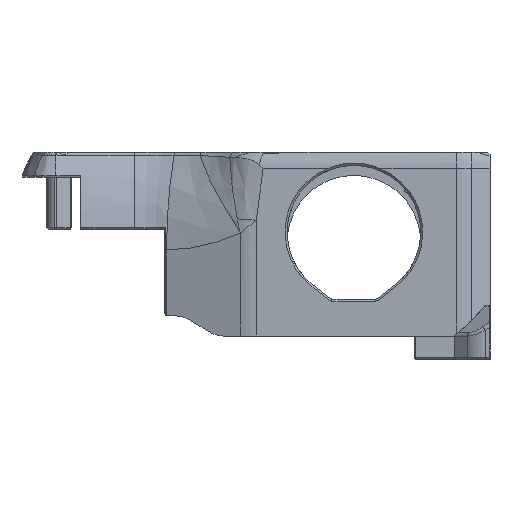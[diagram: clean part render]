
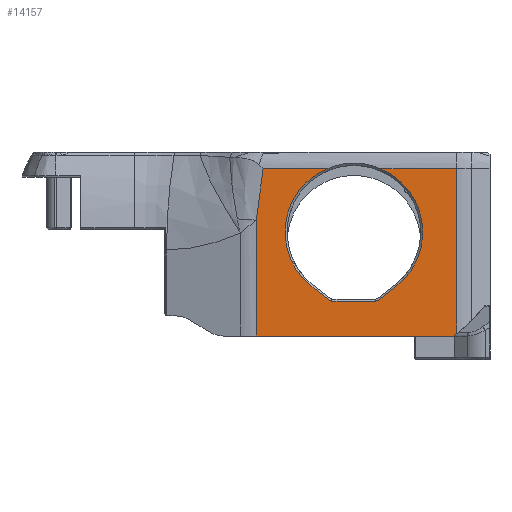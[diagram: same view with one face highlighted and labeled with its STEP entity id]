
A CAD part, left-side view. The second image highlights one B-rep face of the part: STEP entity #14157.
In plain terms, the highlighted planar face has unit normal (-1, 0, 0).
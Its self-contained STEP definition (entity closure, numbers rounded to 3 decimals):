
#396=PLANE('',#15225);
#819=B_SPLINE_CURVE_WITH_KNOTS('',3,(#24965,#24966,#24967,#24968,#24969,
#24970,#24971,#24972,#24973,#24974,#24975,#24976,#24977,#24978,#24979,#24980,
#24981,#24982,#24983,#24984,#24985,#24986),.UNSPECIFIED.,.F.,.F.,(4,3,3,
3,3,3,3,4),(0.004,0.008,0.009,
0.009,0.011,0.012,0.012,
0.015),.UNSPECIFIED.);
#1556=FACE_OUTER_BOUND('',#2451,.T.);
#2451=EDGE_LOOP('',(#10088,#10089,#10090,#10091,#10092,#10093,#10094,#10095,
#10096,#10097,#10098,#10099,#10100));
#3451=LINE('',#24508,#4393);
#3480=LINE('',#24958,#4422);
#3481=LINE('',#24963,#4423);
#3482=LINE('',#24987,#4424);
#3483=LINE('',#24989,#4425);
#3484=LINE('',#24993,#4426);
#3485=LINE('',#24997,#4427);
#3486=LINE('',#25001,#4428);
#4393=VECTOR('',#17040,1000.);
#4422=VECTOR('',#17103,1000.);
#4423=VECTOR('',#17108,1000.);
#4424=VECTOR('',#17109,1000.);
#4425=VECTOR('',#17110,1000.);
#4426=VECTOR('',#17113,1000.);
#4427=VECTOR('',#17116,1000.);
#4428=VECTOR('',#17119,1000.);
#5310=CIRCLE('',#15226,13.65);
#5311=CIRCLE('',#15227,0.8);
#5312=CIRCLE('',#15228,0.8);
#5313=CIRCLE('',#15229,13.65);
#6167=VERTEX_POINT('',#24506);
#6168=VERTEX_POINT('',#24507);
#6225=VERTEX_POINT('',#24957);
#6226=VERTEX_POINT('',#24961);
#6227=VERTEX_POINT('',#24962);
#6228=VERTEX_POINT('',#24964);
#6229=VERTEX_POINT('',#24988);
#6230=VERTEX_POINT('',#24990);
#6231=VERTEX_POINT('',#24992);
#6232=VERTEX_POINT('',#24994);
#6233=VERTEX_POINT('',#24996);
#6234=VERTEX_POINT('',#24998);
#6235=VERTEX_POINT('',#25000);
#7608=EDGE_CURVE('',#6167,#6168,#3451,.T.);
#7675=EDGE_CURVE('',#6167,#6225,#3480,.T.);
#7677=EDGE_CURVE('',#6226,#6227,#3481,.T.);
#7678=EDGE_CURVE('',#6227,#6228,#819,.T.);
#7679=EDGE_CURVE('',#6168,#6228,#3482,.T.);
#7680=EDGE_CURVE('',#6225,#6229,#3483,.T.);
#7681=EDGE_CURVE('',#6229,#6230,#5310,.T.);
#7682=EDGE_CURVE('',#6230,#6231,#3484,.T.);
#7683=EDGE_CURVE('',#6231,#6232,#5311,.T.);
#7684=EDGE_CURVE('',#6232,#6233,#3485,.T.);
#7685=EDGE_CURVE('',#6233,#6234,#5312,.T.);
#7686=EDGE_CURVE('',#6234,#6235,#3486,.T.);
#7687=EDGE_CURVE('',#6235,#6226,#5313,.T.);
#10088=ORIENTED_EDGE('',*,*,#7677,.T.);
#10089=ORIENTED_EDGE('',*,*,#7678,.T.);
#10090=ORIENTED_EDGE('',*,*,#7679,.F.);
#10091=ORIENTED_EDGE('',*,*,#7608,.F.);
#10092=ORIENTED_EDGE('',*,*,#7675,.T.);
#10093=ORIENTED_EDGE('',*,*,#7680,.T.);
#10094=ORIENTED_EDGE('',*,*,#7681,.T.);
#10095=ORIENTED_EDGE('',*,*,#7682,.T.);
#10096=ORIENTED_EDGE('',*,*,#7683,.T.);
#10097=ORIENTED_EDGE('',*,*,#7684,.T.);
#10098=ORIENTED_EDGE('',*,*,#7685,.T.);
#10099=ORIENTED_EDGE('',*,*,#7686,.T.);
#10100=ORIENTED_EDGE('',*,*,#7687,.T.);
#14157=ADVANCED_FACE('',(#1556),#396,.F.);
#15225=AXIS2_PLACEMENT_3D('',#24960,#17106,#17107);
#15226=AXIS2_PLACEMENT_3D('',#24991,#17111,#17112);
#15227=AXIS2_PLACEMENT_3D('',#24995,#17114,#17115);
#15228=AXIS2_PLACEMENT_3D('',#24999,#17117,#17118);
#15229=AXIS2_PLACEMENT_3D('',#25002,#17120,#17121);
#17040=DIRECTION('',(0.,1.,0.));
#17103=DIRECTION('',(0.,0.,1.));
#17106=DIRECTION('center_axis',(1.,0.,0.));
#17107=DIRECTION('ref_axis',(0.,1.,0.));
#17108=DIRECTION('',(0.,1.,0.));
#17109=DIRECTION('',(0.,0.,1.));
#17110=DIRECTION('',(0.,1.,0.));
#17111=DIRECTION('center_axis',(1.,0.,0.));
#17112=DIRECTION('ref_axis',(0.,1.,0.));
#17113=DIRECTION('',(0.,0.793,-0.609));
#17114=DIRECTION('center_axis',(1.,0.,0.));
#17115=DIRECTION('ref_axis',(0.,1.,0.));
#17116=DIRECTION('',(0.,1.,0.));
#17117=DIRECTION('center_axis',(1.,0.,0.));
#17118=DIRECTION('ref_axis',(0.,1.,0.));
#17119=DIRECTION('',(0.,0.793,0.609));
#17120=DIRECTION('center_axis',(1.,0.,0.));
#17121=DIRECTION('ref_axis',(0.,1.,0.));
#24506=CARTESIAN_POINT('',(-26.5,-91.042,-2.29));
#24507=CARTESIAN_POINT('',(-26.5,-51.291,-2.29));
#24508=CARTESIAN_POINT('',(-26.5,-91.042,-2.29));
#24957=CARTESIAN_POINT('',(-26.5,-91.042,30.856));
#24958=CARTESIAN_POINT('',(-26.5,-91.042,30.856));
#24960=CARTESIAN_POINT('Origin',(-26.5,-52.65,35.));
#24961=CARTESIAN_POINT('',(-26.5,-65.296,30.856));
#24962=CARTESIAN_POINT('',(-26.5,-52.643,30.856));
#24963=CARTESIAN_POINT('',(-26.5,-56.058,30.856));
#24964=CARTESIAN_POINT('',(-26.5,-51.291,20.688));
#24965=CARTESIAN_POINT('Ctrl Pts',(-26.5,-52.643,30.856));
#24966=CARTESIAN_POINT('Ctrl Pts',(-26.5,-52.445,29.778));
#24967=CARTESIAN_POINT('Ctrl Pts',(-26.5,-52.263,
28.697));
#24968=CARTESIAN_POINT('Ctrl Pts',(-26.5,-52.096,
27.615));
#24969=CARTESIAN_POINT('Ctrl Pts',(-26.5,-52.039,
27.243));
#24970=CARTESIAN_POINT('Ctrl Pts',(-26.5,-51.984,26.871));
#24971=CARTESIAN_POINT('Ctrl Pts',(-26.5,-51.93,
26.499));
#24972=CARTESIAN_POINT('Ctrl Pts',(-26.5,-51.896,
26.263));
#24973=CARTESIAN_POINT('Ctrl Pts',(-26.5,-51.863,26.028));
#24974=CARTESIAN_POINT('Ctrl Pts',(-26.5,-51.831,
25.792));
#24975=CARTESIAN_POINT('Ctrl Pts',(-26.5,-51.748,
25.191));
#24976=CARTESIAN_POINT('Ctrl Pts',(-26.5,-51.671,
24.589));
#24977=CARTESIAN_POINT('Ctrl Pts',(-26.5,-51.6,23.986));
#24978=CARTESIAN_POINT('Ctrl Pts',(-26.5,-51.585,
23.858));
#24979=CARTESIAN_POINT('Ctrl Pts',(-26.5,-51.57,
23.73));
#24980=CARTESIAN_POINT('Ctrl Pts',(-26.5,-51.556,
23.601));
#24981=CARTESIAN_POINT('Ctrl Pts',(-26.5,-51.543,23.483));
#24982=CARTESIAN_POINT('Ctrl Pts',(-26.5,-51.53,23.364));
#24983=CARTESIAN_POINT('Ctrl Pts',(-26.5,-51.517,
23.246));
#24984=CARTESIAN_POINT('Ctrl Pts',(-26.5,-51.425,22.396));
#24985=CARTESIAN_POINT('Ctrl Pts',(-26.5,-51.347,21.543));
#24986=CARTESIAN_POINT('Ctrl Pts',(-26.5,-51.291,20.688));
#24987=CARTESIAN_POINT('',(-26.5,-51.291,0.));
#24988=CARTESIAN_POINT('',(-26.5,-76.003,30.856));
#24989=CARTESIAN_POINT('',(-26.5,-56.058,30.856));
#24990=CARTESIAN_POINT('',(-26.5,-78.959,7.471));
#24991=CARTESIAN_POINT('Origin',(-26.5,-70.65,18.3));
#24992=CARTESIAN_POINT('',(-26.5,-75.499,4.815));
#24993=CARTESIAN_POINT('',(-26.5,-75.695,4.966));
#24994=CARTESIAN_POINT('',(-26.5,-75.012,4.65));
#24995=CARTESIAN_POINT('Origin',(-26.5,-75.012,5.45));
#24996=CARTESIAN_POINT('',(-26.5,-66.288,4.65));
#24997=CARTESIAN_POINT('',(-26.5,-52.65,4.65));
#24998=CARTESIAN_POINT('',(-26.5,-65.801,4.815));
#24999=CARTESIAN_POINT('Origin',(-26.5,-66.288,5.45));
#25000=CARTESIAN_POINT('',(-26.5,-62.34,7.471));
#25001=CARTESIAN_POINT('',(-26.5,-42.945,22.353));
#25002=CARTESIAN_POINT('Origin',(-26.5,-70.65,18.3));
